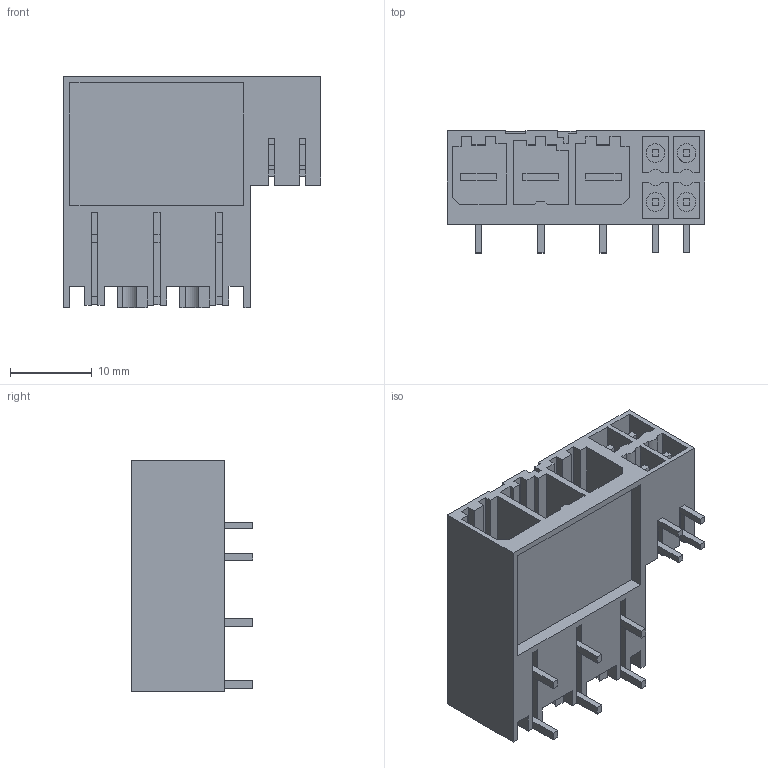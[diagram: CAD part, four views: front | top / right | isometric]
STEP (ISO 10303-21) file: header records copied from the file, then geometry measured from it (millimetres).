
FILE_DESCRIPTION(('CATIA V5R24 STEP','CAx-IF Rec.Pracs.--- Model Styling and Organization---1.2---2011-12-15'),'2;1');
FILE_NAME ('D1448403_0', '2017-05-10T09:55:26+00:00', ('Weidmueller Interface'), ('Weidmueller'), 'CATIA Version 5-6 Release 2014 SP4 HF52', 'CATIA V5 STEP AP214', 'none');
FILE_SCHEMA(('AUTOMOTIVE_DESIGN { 1 0 10303 214 1 1 1 1 }'));
Length unit declared in the file: millimetre
Products named in the file (1): 1090040000
Bounding box: 31.45 x 14.9 x 28.3 mm (x, y, z)
Volume: 4532.6 mm3; surface area: 7391.4 mm2
Topology: 8 solids, 8 shells, 460 faces, 1309 edges, 872 vertices
Faces by surface type: plane 400, cylinder 60
Entity records: 14351 total; most frequent: ORIENTED_EDGE 2618, CARTESIAN_POINT 2514, DIRECTION 1939, EDGE_CURVE 1309, VECTOR 1181, LINE 1181, VERTEX_POINT 872, EDGE_LOOP 481
